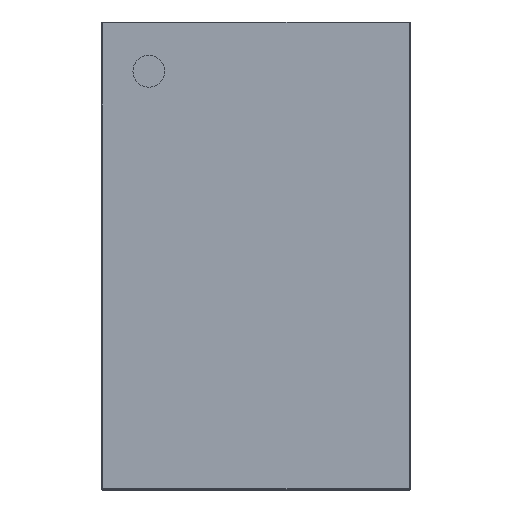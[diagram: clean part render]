
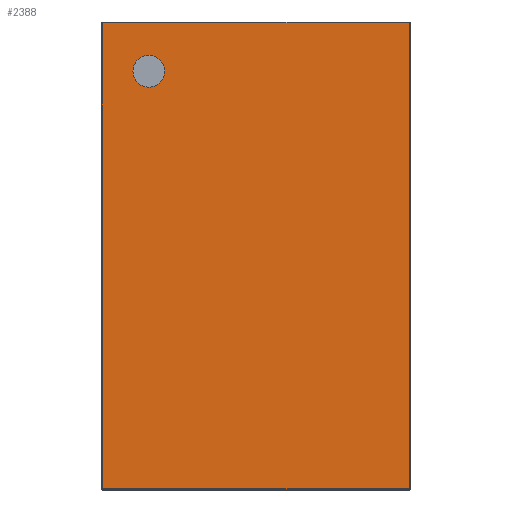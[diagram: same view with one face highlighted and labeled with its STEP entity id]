
A CAD part, top view. The second image highlights one B-rep face of the part: STEP entity #2388.
In plain terms, the highlighted planar face has unit normal (0, 0, 1).
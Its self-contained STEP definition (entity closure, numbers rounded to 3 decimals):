
#91=LINE('',#3215,#243);
#92=LINE('',#3218,#244);
#93=LINE('',#3220,#245);
#94=LINE('',#3222,#246);
#243=VECTOR('',#2732,1000.);
#244=VECTOR('',#2733,1000.);
#245=VECTOR('',#2734,1000.);
#246=VECTOR('',#2735,1000.);
#382=PLANE('',#2511);
#484=ORIENTED_EDGE('',*,*,#938,.T.);
#485=ORIENTED_EDGE('',*,*,#939,.T.);
#486=ORIENTED_EDGE('',*,*,#940,.T.);
#487=ORIENTED_EDGE('',*,*,#941,.T.);
#488=ORIENTED_EDGE('',*,*,#942,.T.);
#938=EDGE_CURVE('',#1166,#1167,#91,.T.);
#939=EDGE_CURVE('',#1167,#1168,#92,.F.);
#940=EDGE_CURVE('',#1168,#1169,#93,.T.);
#941=EDGE_CURVE('',#1169,#1166,#94,.T.);
#942=EDGE_CURVE('',#1170,#1170,#1306,.F.);
#1166=VERTEX_POINT('',#3216);
#1167=VERTEX_POINT('',#3217);
#1168=VERTEX_POINT('',#3219);
#1169=VERTEX_POINT('',#3221);
#1170=VERTEX_POINT('',#3224);
#1306=CIRCLE('',#2512,0.05);
#1387=EDGE_LOOP('',(#484,#485,#486,#487));
#1388=EDGE_LOOP('',(#488));
#1513=FACE_BOUND('',#1387,.T.);
#1514=FACE_BOUND('',#1388,.T.);
#2388=ADVANCED_FACE('',(#1513,#1514),#382,.T.);
#2511=AXIS2_PLACEMENT_3D('',#3214,#2730,#2731);
#2512=AXIS2_PLACEMENT_3D('',#3223,#2736,#2737);
#2730=DIRECTION('',(0.,0.,1.));
#2731=DIRECTION('',(1.,0.,0.));
#2732=DIRECTION('',(1.,0.,0.));
#2733=DIRECTION('',(0.,-1.,0.));
#2734=DIRECTION('',(-1.,0.,0.));
#2735=DIRECTION('',(0.,-1.,0.));
#2736=DIRECTION('',(0.,0.,1.));
#2737=DIRECTION('',(1.,0.,0.));
#3214=CARTESIAN_POINT('',(0.,0.,0.));
#3215=CARTESIAN_POINT('',(0.,-0.981,0.));
#3216=CARTESIAN_POINT('',(-0.482,-0.981,0.));
#3217=CARTESIAN_POINT('',(0.482,-0.981,0.));
#3218=CARTESIAN_POINT('',(0.482,0.,0.));
#3219=CARTESIAN_POINT('',(0.482,0.482,0.));
#3220=CARTESIAN_POINT('',(0.,0.482,0.));
#3221=CARTESIAN_POINT('',(-0.482,0.482,0.));
#3222=CARTESIAN_POINT('',(-0.482,0.,0.));
#3223=CARTESIAN_POINT('',(-0.337,0.33,0.));
#3224=CARTESIAN_POINT('',(-0.287,0.33,0.));
